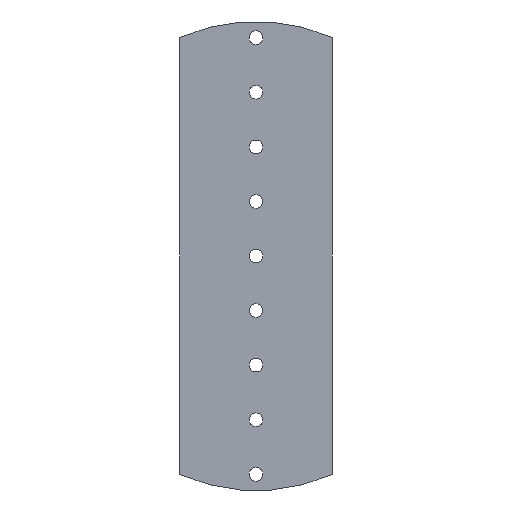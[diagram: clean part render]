
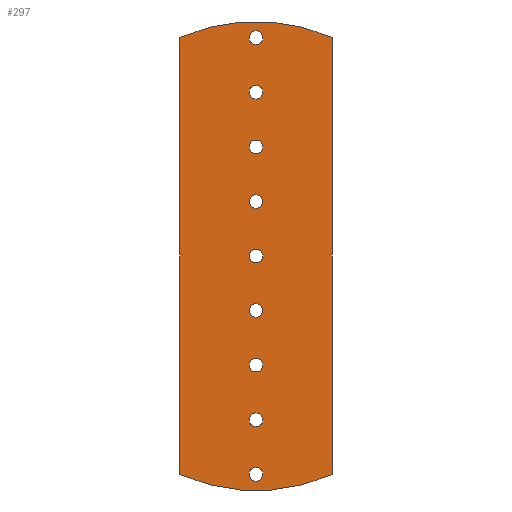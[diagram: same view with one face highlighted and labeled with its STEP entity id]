
A CAD part, front view. The second image highlights one B-rep face of the part: STEP entity #297.
In plain terms, the highlighted planar face has unit normal (0, -1, 0).
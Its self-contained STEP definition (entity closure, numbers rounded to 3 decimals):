
#15=FACE_BOUND('',#55,.T.);
#16=FACE_BOUND('',#56,.T.);
#17=FACE_BOUND('',#57,.T.);
#18=FACE_BOUND('',#58,.T.);
#19=FACE_BOUND('',#59,.T.);
#20=FACE_BOUND('',#60,.T.);
#21=FACE_BOUND('',#61,.T.);
#22=FACE_BOUND('',#62,.T.);
#23=FACE_BOUND('',#63,.T.);
#33=PLANE('',#330);
#39=FACE_OUTER_BOUND('',#54,.T.);
#54=EDGE_LOOP('',(#214,#215,#216,#217));
#55=EDGE_LOOP('',(#218));
#56=EDGE_LOOP('',(#219));
#57=EDGE_LOOP('',(#220));
#58=EDGE_LOOP('',(#221));
#59=EDGE_LOOP('',(#222));
#60=EDGE_LOOP('',(#223));
#61=EDGE_LOOP('',(#224));
#62=EDGE_LOOP('',(#225));
#63=EDGE_LOOP('',(#226));
#89=LINE('',#474,#106);
#90=LINE('',#475,#107);
#106=VECTOR('',#381,10.);
#107=VECTOR('',#382,10.);
#119=CIRCLE('',#325,34.167);
#121=CIRCLE('',#328,34.167);
#123=CIRCLE('',#331,1.25);
#124=CIRCLE('',#332,1.25);
#125=CIRCLE('',#333,1.25);
#126=CIRCLE('',#334,1.25);
#127=CIRCLE('',#335,1.25);
#128=CIRCLE('',#336,1.25);
#129=CIRCLE('',#337,1.25);
#130=CIRCLE('',#338,1.25);
#131=CIRCLE('',#339,1.25);
#141=VERTEX_POINT('',#456);
#142=VERTEX_POINT('',#457);
#145=VERTEX_POINT('',#465);
#146=VERTEX_POINT('',#466);
#149=VERTEX_POINT('',#476);
#150=VERTEX_POINT('',#478);
#151=VERTEX_POINT('',#480);
#152=VERTEX_POINT('',#482);
#153=VERTEX_POINT('',#484);
#154=VERTEX_POINT('',#486);
#155=VERTEX_POINT('',#488);
#156=VERTEX_POINT('',#490);
#157=VERTEX_POINT('',#492);
#167=EDGE_CURVE('',#141,#142,#119,.T.);
#171=EDGE_CURVE('',#145,#146,#121,.T.);
#175=EDGE_CURVE('',#145,#142,#89,.T.);
#176=EDGE_CURVE('',#141,#146,#90,.T.);
#177=EDGE_CURVE('',#149,#149,#123,.T.);
#178=EDGE_CURVE('',#150,#150,#124,.T.);
#179=EDGE_CURVE('',#151,#151,#125,.T.);
#180=EDGE_CURVE('',#152,#152,#126,.T.);
#181=EDGE_CURVE('',#153,#153,#127,.T.);
#182=EDGE_CURVE('',#154,#154,#128,.T.);
#183=EDGE_CURVE('',#155,#155,#129,.T.);
#184=EDGE_CURVE('',#156,#156,#130,.T.);
#185=EDGE_CURVE('',#157,#157,#131,.T.);
#214=ORIENTED_EDGE('',*,*,#167,.T.);
#215=ORIENTED_EDGE('',*,*,#175,.F.);
#216=ORIENTED_EDGE('',*,*,#171,.T.);
#217=ORIENTED_EDGE('',*,*,#176,.F.);
#218=ORIENTED_EDGE('',*,*,#177,.F.);
#219=ORIENTED_EDGE('',*,*,#178,.F.);
#220=ORIENTED_EDGE('',*,*,#179,.T.);
#221=ORIENTED_EDGE('',*,*,#180,.T.);
#222=ORIENTED_EDGE('',*,*,#181,.T.);
#223=ORIENTED_EDGE('',*,*,#182,.T.);
#224=ORIENTED_EDGE('',*,*,#183,.T.);
#225=ORIENTED_EDGE('',*,*,#184,.T.);
#226=ORIENTED_EDGE('',*,*,#185,.T.);
#297=ADVANCED_FACE('',(#39,#15,#16,#17,#18,#19,#20,#21,#22,#23),#33,.F.);
#325=AXIS2_PLACEMENT_3D('',#458,#365,#366);
#328=AXIS2_PLACEMENT_3D('',#467,#373,#374);
#330=AXIS2_PLACEMENT_3D('',#473,#379,#380);
#331=AXIS2_PLACEMENT_3D('',#477,#383,#384);
#332=AXIS2_PLACEMENT_3D('',#479,#385,#386);
#333=AXIS2_PLACEMENT_3D('',#481,#387,#388);
#334=AXIS2_PLACEMENT_3D('',#483,#389,#390);
#335=AXIS2_PLACEMENT_3D('',#485,#391,#392);
#336=AXIS2_PLACEMENT_3D('',#487,#393,#394);
#337=AXIS2_PLACEMENT_3D('',#489,#395,#396);
#338=AXIS2_PLACEMENT_3D('',#491,#397,#398);
#339=AXIS2_PLACEMENT_3D('',#493,#399,#400);
#365=DIRECTION('center_axis',(0.,-1.,0.));
#366=DIRECTION('ref_axis',(-0.41,0.,0.912));
#373=DIRECTION('center_axis',(0.,-1.,0.));
#374=DIRECTION('ref_axis',(0.41,0.,-0.912));
#379=DIRECTION('center_axis',(0.,1.,0.));
#380=DIRECTION('ref_axis',(1.,0.,0.));
#381=DIRECTION('',(0.,0.,1.));
#382=DIRECTION('',(0.,0.,-1.));
#383=DIRECTION('center_axis',(0.,-1.,0.));
#384=DIRECTION('ref_axis',(1.,0.,0.));
#385=DIRECTION('center_axis',(0.,-1.,0.));
#386=DIRECTION('ref_axis',(1.,0.,0.));
#387=DIRECTION('center_axis',(0.,1.,0.));
#388=DIRECTION('ref_axis',(-1.,0.,0.));
#389=DIRECTION('center_axis',(0.,1.,0.));
#390=DIRECTION('ref_axis',(-1.,0.,0.));
#391=DIRECTION('center_axis',(0.,1.,0.));
#392=DIRECTION('ref_axis',(-1.,0.,0.));
#393=DIRECTION('center_axis',(0.,1.,0.));
#394=DIRECTION('ref_axis',(-1.,0.,0.));
#395=DIRECTION('center_axis',(0.,1.,0.));
#396=DIRECTION('ref_axis',(-1.,0.,0.));
#397=DIRECTION('center_axis',(0.,1.,0.));
#398=DIRECTION('ref_axis',(-1.,0.,0.));
#399=DIRECTION('center_axis',(0.,1.,0.));
#400=DIRECTION('ref_axis',(-1.,0.,0.));
#456=CARTESIAN_POINT('',(14.,0.,0.));
#457=CARTESIAN_POINT('',(-14.,0.,0.));
#458=CARTESIAN_POINT('Origin',(0.,0.,-31.167));
#465=CARTESIAN_POINT('',(-14.,0.,-80.));
#466=CARTESIAN_POINT('',(14.,0.,-80.));
#467=CARTESIAN_POINT('Origin',(0.,0.,-48.833));
#473=CARTESIAN_POINT('Origin',(0.,0.,-40.));
#474=CARTESIAN_POINT('',(-14.,0.,-80.));
#475=CARTESIAN_POINT('',(14.,0.,0.));
#476=CARTESIAN_POINT('',(-1.25,0.,-80.));
#477=CARTESIAN_POINT('Origin',(0.,0.,-80.));
#478=CARTESIAN_POINT('',(-1.25,0.,0.));
#479=CARTESIAN_POINT('Origin',(0.,0.,0.));
#480=CARTESIAN_POINT('',(1.25,0.,-70.));
#481=CARTESIAN_POINT('Origin',(0.,0.,-70.));
#482=CARTESIAN_POINT('',(1.25,0.,-30.));
#483=CARTESIAN_POINT('Origin',(0.,0.,-30.));
#484=CARTESIAN_POINT('',(1.25,0.,-20.));
#485=CARTESIAN_POINT('Origin',(0.,0.,-20.));
#486=CARTESIAN_POINT('',(1.25,0.,-60.));
#487=CARTESIAN_POINT('Origin',(0.,0.,-60.));
#488=CARTESIAN_POINT('',(1.25,0.,-40.));
#489=CARTESIAN_POINT('Origin',(0.,0.,-40.));
#490=CARTESIAN_POINT('',(1.25,0.,-10.));
#491=CARTESIAN_POINT('Origin',(0.,0.,-10.));
#492=CARTESIAN_POINT('',(1.25,0.,-50.));
#493=CARTESIAN_POINT('Origin',(0.,0.,-50.));
